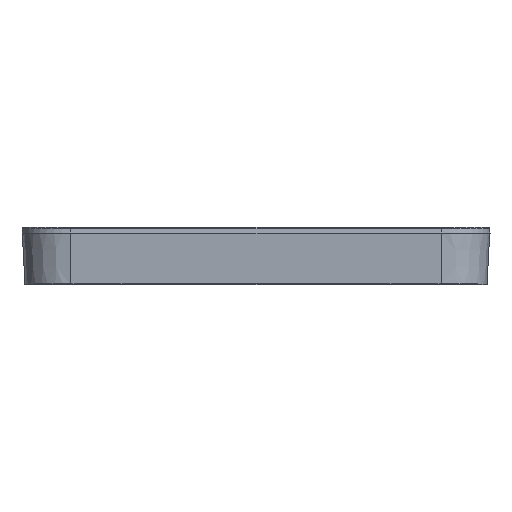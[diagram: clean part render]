
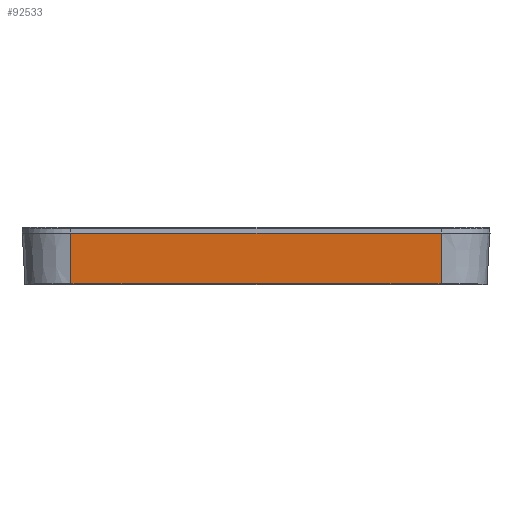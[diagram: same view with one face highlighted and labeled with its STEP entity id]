
A CAD part, left-side view. The second image highlights one B-rep face of the part: STEP entity #92533.
In plain terms, the highlighted face is planar.
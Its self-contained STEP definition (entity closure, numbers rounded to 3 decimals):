
#389=DIRECTION('',(-0.052,0.999,0.));
#390=VECTOR('',#389,9.012);
#391=CARTESIAN_POINT('',(-40.228,0.,32.25));
#392=LINE('5761',#391,#390);
#396=DIRECTION('',(0.,0.,1.));
#397=VECTOR('',#396,64.5);
#398=CARTESIAN_POINT('',(-40.228,0.,-32.25));
#399=LINE('5752',#398,#397);
#403=DIRECTION('',(-0.052,0.999,0.));
#404=VECTOR('',#403,9.012);
#405=CARTESIAN_POINT('',(-40.228,0.,-32.25));
#406=LINE('5760',#405,#404);
#470=DIRECTION('',(0.,0.,1.));
#471=VECTOR('',#470,64.5);
#472=CARTESIAN_POINT('',(-40.7,9.,-32.25));
#473=LINE('5736',#472,#471);
#83882=CARTESIAN_POINT('',(-40.7,9.,-32.25));
#83883=VERTEX_POINT('',#83882);
#83884=CARTESIAN_POINT('',(-40.7,9.,32.25));
#83885=VERTEX_POINT('',#83884);
#83914=CARTESIAN_POINT('',(-40.228,0.,-32.25));
#83915=VERTEX_POINT('',#83914);
#83916=CARTESIAN_POINT('',(-40.228,0.,32.25));
#83917=VERTEX_POINT('',#83916);
#92520=CARTESIAN_POINT('',(-40.7,9.,-32.25));
#92521=DIRECTION('',(0.999,0.052,0.));
#92522=DIRECTION('',(0.,0.,1.));
#92523=AXIS2_PLACEMENT_3D('',#92520,#92521,#92522);
#92524=PLANE('5720',#92523);
#92525=ORIENTED_EDGE('5752',*,*,#92402,.F.);
#92527=ORIENTED_EDGE('5760',*,*,#92526,.T.);
#92529=ORIENTED_EDGE('5736',*,*,#92528,.T.);
#92530=ORIENTED_EDGE('5761',*,*,#92512,.F.);
#92531=EDGE_LOOP('5720',(#92525,#92527,#92529,#92530));
#92532=FACE_OUTER_BOUND('5720',#92531,.F.);
#92533=ADVANCED_FACE('5720',(#92532),#92524,.F.);
#92402=EDGE_CURVE('5752',#83915,#83917,#399,.T.);
#92512=EDGE_CURVE('5761',#83917,#83885,#392,.T.);
#92526=EDGE_CURVE('5760',#83915,#83883,#406,.T.);
#92528=EDGE_CURVE('5736',#83883,#83885,#473,.T.);
